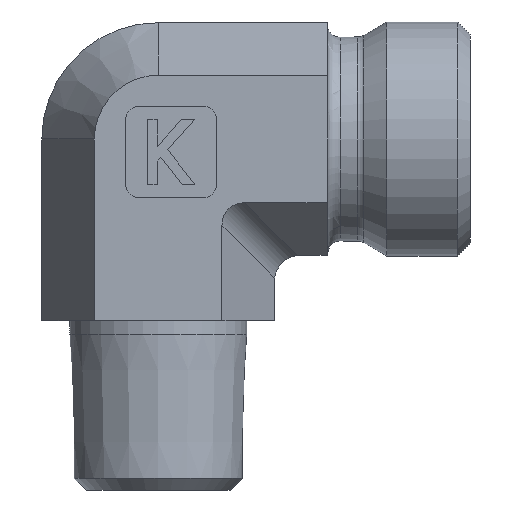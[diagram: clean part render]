
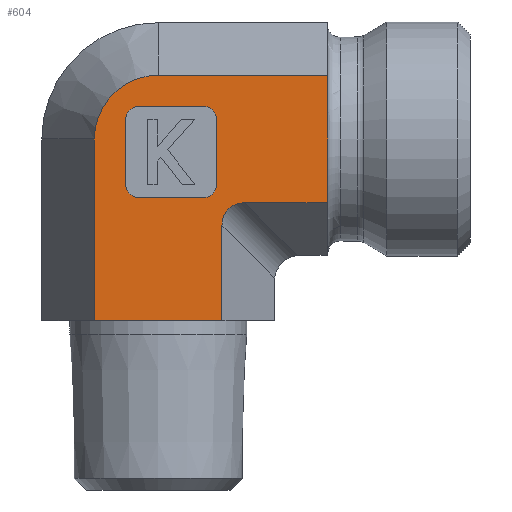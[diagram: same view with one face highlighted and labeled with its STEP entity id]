
A CAD part, left-side view. The second image highlights one B-rep face of the part: STEP entity #604.
In plain terms, the highlighted planar face has unit normal (-1, 0, 0).
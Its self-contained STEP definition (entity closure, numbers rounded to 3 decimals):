
#383=CARTESIAN_POINT('',(-27.685,4.636,1.));
#384=VERTEX_POINT('',#383);
#391=CARTESIAN_POINT('',(-27.685,14.451,1.));
#392=VERTEX_POINT('',#391);
#393=CARTESIAN_POINT('',(-27.685,14.451,1.));
#394=DIRECTION('',(0.0,-1.0,0.0));
#395=VECTOR('',#394,9.815);
#396=LINE('',#393,#395);
#397=EDGE_CURVE('',#392,#384,#396,.T.);
#447=CARTESIAN_POINT('',(-27.685,4.636,0.0));
#448=DIRECTION('',(-1.0,0.0,0.0));
#449=DIRECTION('',(0.0,0.0,1.0));
#450=AXIS2_PLACEMENT_3D('',#447,#448,#449);
#451=PLANE('',#450);
#452=ORIENTED_EDGE('',*,*,#397,.T.);
#453=CARTESIAN_POINT('',(-27.685,4.636,8.36));
#454=VERTEX_POINT('',#453);
#455=CARTESIAN_POINT('',(-27.685,4.636,1.));
#456=DIRECTION('',(0.0,0.0,1.0));
#457=VECTOR('',#456,7.36);
#458=LINE('',#455,#457);
#459=EDGE_CURVE('',#384,#454,#458,.T.);
#460=ORIENTED_EDGE('',*,*,#459,.T.);
#461=CARTESIAN_POINT('',(-27.685,2.904,10.093));
#462=VERTEX_POINT('',#461);
#463=CARTESIAN_POINT('',(-27.685,2.327,7.783));
#464=DIRECTION('',(-1.0,0.0,0.0));
#465=DIRECTION('',(0.0,0.707,0.707));
#466=AXIS2_PLACEMENT_3D('',#463,#464,#465);
#467=ELLIPSE('',#466,2.582,2.0);
#468=EDGE_CURVE('',#462,#454,#467,.T.);
#469=ORIENTED_EDGE('',*,*,#468,.F.);
#470=CARTESIAN_POINT('',(-27.685,-3.456,10.093));
#471=VERTEX_POINT('',#470);
#472=CARTESIAN_POINT('',(-27.685,2.904,10.093));
#473=DIRECTION('',(0.0,-1.0,0.0));
#474=VECTOR('',#473,6.36);
#475=LINE('',#472,#474);
#476=EDGE_CURVE('',#462,#471,#475,.T.);
#477=ORIENTED_EDGE('',*,*,#476,.T.);
#478=CARTESIAN_POINT('',(-27.685,-3.456,12.536));
#479=VERTEX_POINT('',#478);
#480=CARTESIAN_POINT('',(-27.685,-3.456,10.093));
#481=DIRECTION('',(0.0,0.0,1.0));
#482=VECTOR('',#481,2.443);
#483=LINE('',#480,#482);
#484=EDGE_CURVE('',#471,#479,#483,.T.);
#485=ORIENTED_EDGE('',*,*,#484,.T.);
#486=CARTESIAN_POINT('',(-27.685,-3.456,17.464));
#487=VERTEX_POINT('',#486);
#488=CARTESIAN_POINT('',(-27.685,-3.456,12.536));
#489=CARTESIAN_POINT('',(-27.685,-3.456,12.769));
#490=CARTESIAN_POINT('',(-27.685,-3.464,13.048));
#491=CARTESIAN_POINT('',(-27.685,-3.491,13.818));
#492=CARTESIAN_POINT('',(-27.685,-3.519,14.462));
#493=CARTESIAN_POINT('',(-27.685,-3.519,15.538));
#494=CARTESIAN_POINT('',(-27.685,-3.491,16.182));
#495=CARTESIAN_POINT('',(-27.685,-3.464,16.952));
#496=CARTESIAN_POINT('',(-27.685,-3.456,17.231));
#497=CARTESIAN_POINT('',(-27.685,-3.456,17.464));
#498=B_SPLINE_CURVE_WITH_KNOTS('',3,(#488,#489,#490,#491,#492,#493,#494,#495,#496,#497),.UNSPECIFIED.,.F.,.U.,(4,2,2,2,4),(0.782,0.852,1.013,1.174,1.244),.UNSPECIFIED.);
#499=EDGE_CURVE('',#479,#487,#498,.T.);
#500=ORIENTED_EDGE('',*,*,#499,.T.);
#501=CARTESIAN_POINT('',(-27.685,-3.456,19.907));
#502=VERTEX_POINT('',#501);
#503=CARTESIAN_POINT('',(-27.685,-3.456,17.464));
#504=DIRECTION('',(0.0,0.0,1.0));
#505=VECTOR('',#504,2.443);
#506=LINE('',#503,#505);
#507=EDGE_CURVE('',#487,#502,#506,.T.);
#508=ORIENTED_EDGE('',*,*,#507,.T.);
#509=CARTESIAN_POINT('',(-27.685,9.544,19.907));
#510=VERTEX_POINT('',#509);
#511=CARTESIAN_POINT('',(-27.685,9.544,19.907));
#512=DIRECTION('',(0.0,-1.0,0.0));
#513=VECTOR('',#512,13.0);
#514=LINE('',#511,#513);
#515=EDGE_CURVE('',#510,#502,#514,.T.);
#516=ORIENTED_EDGE('',*,*,#515,.F.);
#517=CARTESIAN_POINT('',(-27.685,14.451,15.));
#518=VERTEX_POINT('',#517);
#519=CARTESIAN_POINT('',(-27.685,9.544,15.));
#520=DIRECTION('',(-1.0,0.0,0.0));
#521=DIRECTION('',(0.0,0.0,1.0));
#522=AXIS2_PLACEMENT_3D('',#519,#520,#521);
#523=CIRCLE('',#522,4.907);
#524=EDGE_CURVE('',#510,#518,#523,.T.);
#525=ORIENTED_EDGE('',*,*,#524,.T.);
#526=CARTESIAN_POINT('',(-27.685,14.451,1.));
#527=DIRECTION('',(0.0,0.0,1.0));
#528=VECTOR('',#527,14.);
#529=LINE('',#526,#528);
#530=EDGE_CURVE('',#392,#518,#529,.T.);
#531=ORIENTED_EDGE('',*,*,#530,.F.);
#532=EDGE_LOOP('',(#452,#460,#469,#477,#485,#500,#508,#516,#525,#531));
#533=FACE_OUTER_BOUND('',#532,.T.);
#534=CARTESIAN_POINT('',(-27.685,6.044,10.5));
#535=VERTEX_POINT('',#534);
#536=CARTESIAN_POINT('',(-27.685,11.044,10.5));
#537=VERTEX_POINT('',#536);
#538=CARTESIAN_POINT('',(-27.685,6.044,10.5));
#539=DIRECTION('',(0.0,1.0,0.0));
#540=VECTOR('',#539,5.);
#541=LINE('',#538,#540);
#542=EDGE_CURVE('',#535,#537,#541,.T.);
#543=ORIENTED_EDGE('',*,*,#542,.T.);
#544=CARTESIAN_POINT('',(-27.685,12.044,11.5));
#545=VERTEX_POINT('',#544);
#546=CARTESIAN_POINT('',(-27.685,11.044,11.5));
#547=DIRECTION('',(-1.0,0.0,0.0));
#548=DIRECTION('',(0.0,0.707,-0.707));
#549=AXIS2_PLACEMENT_3D('',#546,#547,#548);
#550=CIRCLE('',#549,1.0);
#551=EDGE_CURVE('',#545,#537,#550,.T.);
#552=ORIENTED_EDGE('',*,*,#551,.F.);
#553=CARTESIAN_POINT('',(-27.685,12.044,16.5));
#554=VERTEX_POINT('',#553);
#555=CARTESIAN_POINT('',(-27.685,12.044,11.5));
#556=DIRECTION('',(0.0,0.0,1.0));
#557=VECTOR('',#556,5.0);
#558=LINE('',#555,#557);
#559=EDGE_CURVE('',#545,#554,#558,.T.);
#560=ORIENTED_EDGE('',*,*,#559,.T.);
#561=CARTESIAN_POINT('',(-27.685,11.044,17.5));
#562=VERTEX_POINT('',#561);
#563=CARTESIAN_POINT('',(-27.685,11.044,16.5));
#564=DIRECTION('',(-1.0,0.0,0.0));
#565=DIRECTION('',(0.0,0.707,0.707));
#566=AXIS2_PLACEMENT_3D('',#563,#564,#565);
#567=CIRCLE('',#566,1.0);
#568=EDGE_CURVE('',#562,#554,#567,.T.);
#569=ORIENTED_EDGE('',*,*,#568,.F.);
#570=CARTESIAN_POINT('',(-27.685,6.044,17.5));
#571=VERTEX_POINT('',#570);
#572=CARTESIAN_POINT('',(-27.685,11.044,17.5));
#573=DIRECTION('',(0.0,-1.0,0.0));
#574=VECTOR('',#573,5.0);
#575=LINE('',#572,#574);
#576=EDGE_CURVE('',#562,#571,#575,.T.);
#577=ORIENTED_EDGE('',*,*,#576,.T.);
#578=CARTESIAN_POINT('',(-27.685,5.044,16.5));
#579=VERTEX_POINT('',#578);
#580=CARTESIAN_POINT('',(-27.685,6.044,16.5));
#581=DIRECTION('',(-1.0,0.0,0.0));
#582=DIRECTION('',(0.0,-0.707,0.707));
#583=AXIS2_PLACEMENT_3D('',#580,#581,#582);
#584=CIRCLE('',#583,1.0);
#585=EDGE_CURVE('',#579,#571,#584,.T.);
#586=ORIENTED_EDGE('',*,*,#585,.F.);
#587=CARTESIAN_POINT('',(-27.685,5.044,11.5));
#588=VERTEX_POINT('',#587);
#589=CARTESIAN_POINT('',(-27.685,5.044,16.5));
#590=DIRECTION('',(0.0,0.0,-1.0));
#591=VECTOR('',#590,5.);
#592=LINE('',#589,#591);
#593=EDGE_CURVE('',#579,#588,#592,.T.);
#594=ORIENTED_EDGE('',*,*,#593,.T.);
#595=CARTESIAN_POINT('',(-27.685,6.044,11.5));
#596=DIRECTION('',(-1.0,0.0,0.0));
#597=DIRECTION('',(0.0,-0.707,-0.707));
#598=AXIS2_PLACEMENT_3D('',#595,#596,#597);
#599=CIRCLE('',#598,1.0);
#600=EDGE_CURVE('',#535,#588,#599,.T.);
#601=ORIENTED_EDGE('',*,*,#600,.F.);
#602=EDGE_LOOP('',(#543,#552,#560,#569,#577,#586,#594,#601));
#603=FACE_BOUND('',#602,.T.);
#604=ADVANCED_FACE('',(#533,#603),#451,.T.);
